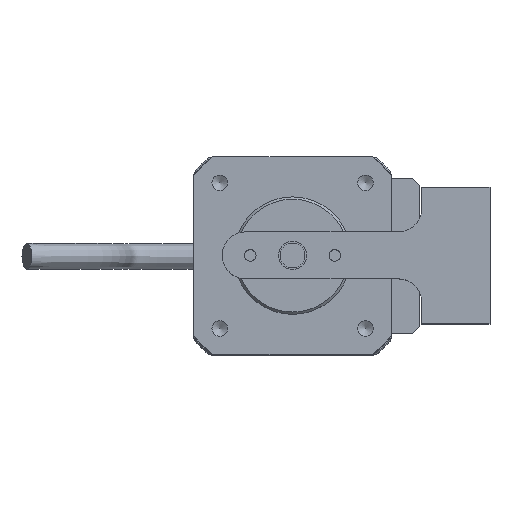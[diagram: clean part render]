
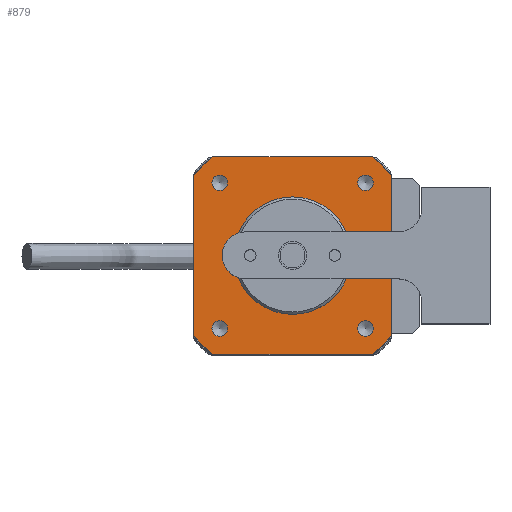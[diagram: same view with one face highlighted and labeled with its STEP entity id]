
A CAD part, top view. The second image highlights one B-rep face of the part: STEP entity #879.
In plain terms, the highlighted planar face has unit normal (0, 0, 1).
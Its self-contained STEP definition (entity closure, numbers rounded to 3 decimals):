
#879 = ADVANCED_FACE( '', ( #1785, #1786, #1787, #1788, #1789, #1790 ), #1791, .T. );
#1785 = FACE_BOUND( '', #2785, .T. );
#1786 = FACE_BOUND( '', #2786, .T. );
#1787 = FACE_BOUND( '', #2787, .T. );
#1788 = FACE_BOUND( '', #2788, .T. );
#1789 = FACE_BOUND( '', #2789, .T. );
#1790 = FACE_OUTER_BOUND( '', #2790, .T. );
#1791 = PLANE( '', #2791 );
#2785 = EDGE_LOOP( '', ( #5486 ) );
#2786 = EDGE_LOOP( '', ( #5487 ) );
#2787 = EDGE_LOOP( '', ( #5488 ) );
#2788 = EDGE_LOOP( '', ( #5489 ) );
#2789 = EDGE_LOOP( '', ( #5490 ) );
#2790 = EDGE_LOOP( '', ( #5491, #5492, #5493, #5494, #5495, #5496, #5497, #5498 ) );
#2791 = AXIS2_PLACEMENT_3D( '', #5499, #5500, #5501 );
#5486 = ORIENTED_EDGE( '', *, *, #5817, .T. );
#5487 = ORIENTED_EDGE( '', *, *, #5666, .T. );
#5488 = ORIENTED_EDGE( '', *, *, #6249, .T. );
#5489 = ORIENTED_EDGE( '', *, *, #6495, .T. );
#5490 = ORIENTED_EDGE( '', *, *, #5961, .F. );
#5491 = ORIENTED_EDGE( '', *, *, #6241, .T. );
#5492 = ORIENTED_EDGE( '', *, *, #6405, .T. );
#5493 = ORIENTED_EDGE( '', *, *, #6269, .T. );
#5494 = ORIENTED_EDGE( '', *, *, #6311, .T. );
#5495 = ORIENTED_EDGE( '', *, *, #6039, .T. );
#5496 = ORIENTED_EDGE( '', *, *, #6189, .T. );
#5497 = ORIENTED_EDGE( '', *, *, #6235, .T. );
#5498 = ORIENTED_EDGE( '', *, *, #6491, .T. );
#5499 = CARTESIAN_POINT( '', ( 0., 0., 40.5 ) );
#5500 = DIRECTION( '', ( 0., 0., 1. ) );
#5501 = DIRECTION( '', ( 1., 0., 0. ) );
#5666 = EDGE_CURVE( '', #6611, #6611, #6612, .T. );
#5817 = EDGE_CURVE( '', #6878, #6878, #6879, .T. );
#5961 = EDGE_CURVE( '', #7100, #7100, #7101, .T. );
#6039 = EDGE_CURVE( '', #7221, #7219, #7222, .T. );
#6189 = EDGE_CURVE( '', #7219, #7430, #7432, .T. );
#6235 = EDGE_CURVE( '', #7430, #7494, #7496, .T. );
#6241 = EDGE_CURVE( '', #7507, #7505, #7508, .T. );
#6249 = EDGE_CURVE( '', #7519, #7519, #7520, .T. );
#6269 = EDGE_CURVE( '', #7549, #7547, #7550, .T. );
#6311 = EDGE_CURVE( '', #7547, #7221, #7605, .T. );
#6405 = EDGE_CURVE( '', #7505, #7549, #7721, .T. );
#6491 = EDGE_CURVE( '', #7494, #7507, #7824, .T. );
#6495 = EDGE_CURVE( '', #7828, #7828, #7829, .T. );
#6611 = VERTEX_POINT( '', #7957 );
#6612 = CIRCLE( '', #7958, 1.65 );
#6878 = VERTEX_POINT( '', #8387 );
#6879 = CIRCLE( '', #8388, 1.65 );
#7100 = VERTEX_POINT( '', #8683 );
#7101 = CIRCLE( '', #8684, 12.5 );
#7219 = VERTEX_POINT( '', #8865 );
#7221 = VERTEX_POINT( '', #8868 );
#7222 = CIRCLE( '', #8869, 27. );
#7430 = VERTEX_POINT( '', #9161 );
#7432 = LINE( '', #9164, #9165 );
#7494 = VERTEX_POINT( '', #9255 );
#7496 = CIRCLE( '', #9258, 27. );
#7505 = VERTEX_POINT( '', #9267 );
#7507 = VERTEX_POINT( '', #9270 );
#7508 = CIRCLE( '', #9271, 27. );
#7519 = VERTEX_POINT( '', #9285 );
#7520 = CIRCLE( '', #9286, 1.65 );
#7547 = VERTEX_POINT( '', #9326 );
#7549 = VERTEX_POINT( '', #9329 );
#7550 = CIRCLE( '', #9330, 27. );
#7605 = LINE( '', #9402, #9403 );
#7721 = LINE( '', #9562, #9563 );
#7824 = LINE( '', #9703, #9704 );
#7828 = VERTEX_POINT( '', #9709 );
#7829 = CIRCLE( '', #9710, 1.65 );
#7957 = CARTESIAN_POINT( '', ( -15.5, 17.15, 40.5 ) );
#7958 = AXIS2_PLACEMENT_3D( '', #9871, #9872, #9873 );
#8387 = CARTESIAN_POINT( '', ( -17.15, -15.5, 40.5 ) );
#8388 = AXIS2_PLACEMENT_3D( '', #10086, #10087, #10088 );
#8683 = CARTESIAN_POINT( '', ( 12.5, 0., 40.5 ) );
#8684 = AXIS2_PLACEMENT_3D( '', #10284, #10285, #10286 );
#8865 = CARTESIAN_POINT( '', ( -21., 16.971, 40.5 ) );
#8868 = CARTESIAN_POINT( '', ( -16.971, 21., 40.5 ) );
#8869 = AXIS2_PLACEMENT_3D( '', #10379, #10380, #10381 );
#9161 = CARTESIAN_POINT( '', ( -21., -16.971, 40.5 ) );
#9164 = CARTESIAN_POINT( '', ( -21., 16.971, 40.5 ) );
#9165 = VECTOR( '', #10570, 1000. );
#9255 = CARTESIAN_POINT( '', ( -16.971, -21., 40.5 ) );
#9258 = AXIS2_PLACEMENT_3D( '', #10620, #10621, #10622 );
#9267 = CARTESIAN_POINT( '', ( 21., -16.971, 40.5 ) );
#9270 = CARTESIAN_POINT( '', ( 16.971, -21., 40.5 ) );
#9271 = AXIS2_PLACEMENT_3D( '', #10633, #10634, #10635 );
#9285 = CARTESIAN_POINT( '', ( 17.15, 15.5, 40.5 ) );
#9286 = AXIS2_PLACEMENT_3D( '', #10645, #10646, #10647 );
#9326 = CARTESIAN_POINT( '', ( 16.971, 21., 40.5 ) );
#9329 = CARTESIAN_POINT( '', ( 21., 16.971, 40.5 ) );
#9330 = AXIS2_PLACEMENT_3D( '', #10668, #10669, #10670 );
#9402 = CARTESIAN_POINT( '', ( 16.971, 21., 40.5 ) );
#9403 = VECTOR( '', #10715, 1000. );
#9562 = CARTESIAN_POINT( '', ( 21., -16.971, 40.5 ) );
#9563 = VECTOR( '', #10807, 1000. );
#9703 = CARTESIAN_POINT( '', ( -16.971, -21., 40.5 ) );
#9704 = VECTOR( '', #10880, 1000. );
#9709 = CARTESIAN_POINT( '', ( 15.5, -17.15, 40.5 ) );
#9710 = AXIS2_PLACEMENT_3D( '', #10882, #10883, #10884 );
#9871 = CARTESIAN_POINT( '', ( -15.5, 15.5, 40.5 ) );
#9872 = DIRECTION( '', ( 0., 0., -1. ) );
#9873 = DIRECTION( '', ( 0., 1., 0. ) );
#10086 = CARTESIAN_POINT( '', ( -15.5, -15.5, 40.5 ) );
#10087 = DIRECTION( '', ( 0., 0., -1. ) );
#10088 = DIRECTION( '', ( -1., 0., 0. ) );
#10284 = CARTESIAN_POINT( '', ( 0., 0., 40.5 ) );
#10285 = DIRECTION( '', ( 0., 0., 1. ) );
#10286 = DIRECTION( '', ( 1., 0., 0. ) );
#10379 = CARTESIAN_POINT( '', ( 0., 0., 40.5 ) );
#10380 = DIRECTION( '', ( 0., 0., 1. ) );
#10381 = DIRECTION( '', ( 0., -1., 0. ) );
#10570 = DIRECTION( '', ( 0., -1., 0. ) );
#10620 = CARTESIAN_POINT( '', ( 0., 0., 40.5 ) );
#10621 = DIRECTION( '', ( 0., 0., 1. ) );
#10622 = DIRECTION( '', ( 0., -1., 0. ) );
#10633 = CARTESIAN_POINT( '', ( 0., 0., 40.5 ) );
#10634 = DIRECTION( '', ( 0., 0., 1. ) );
#10635 = DIRECTION( '', ( 0., -1., 0. ) );
#10645 = CARTESIAN_POINT( '', ( 15.5, 15.5, 40.5 ) );
#10646 = DIRECTION( '', ( 0., 0., -1. ) );
#10647 = DIRECTION( '', ( 1., 0., 0. ) );
#10668 = CARTESIAN_POINT( '', ( 0., 0., 40.5 ) );
#10669 = DIRECTION( '', ( 0., 0., 1. ) );
#10670 = DIRECTION( '', ( 0., -1., 0. ) );
#10715 = DIRECTION( '', ( -1., 0., 0. ) );
#10807 = DIRECTION( '', ( 0., 1., 0. ) );
#10880 = DIRECTION( '', ( 1., 0., 0. ) );
#10882 = CARTESIAN_POINT( '', ( 15.5, -15.5, 40.5 ) );
#10883 = DIRECTION( '', ( 0., 0., -1. ) );
#10884 = DIRECTION( '', ( 0., -1., 0. ) );
